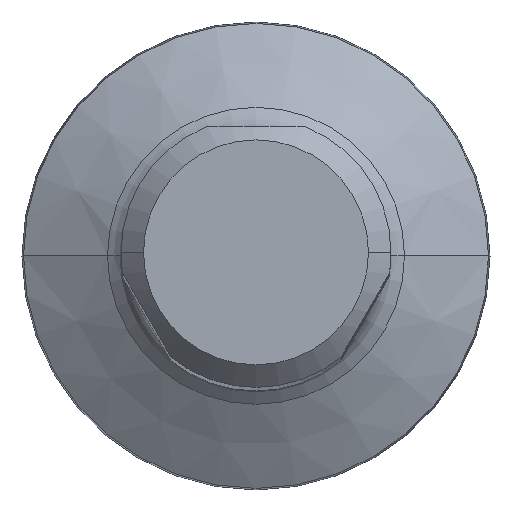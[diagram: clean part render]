
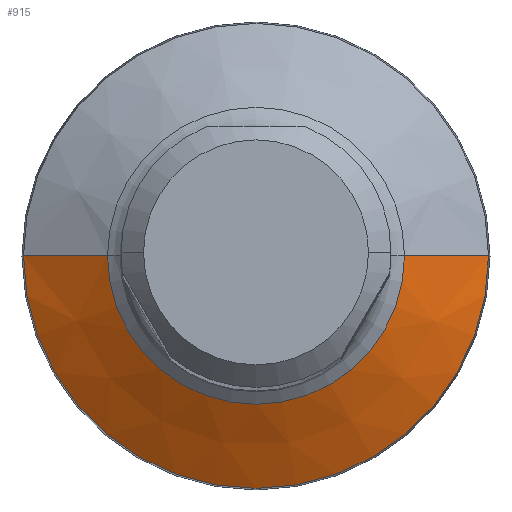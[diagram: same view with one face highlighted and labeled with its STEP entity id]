
A CAD part, top view. The second image highlights one B-rep face of the part: STEP entity #915.
In plain terms, the highlighted conical face has half-angle 60 degrees and reference radius 4.233 mm.
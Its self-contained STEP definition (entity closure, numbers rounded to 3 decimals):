
#443=CARTESIAN_POINT('',(0.,0.,-3.303));
#444=DIRECTION('',(0.,0.,1.));
#445=DIRECTION('',(-1.,0.,0.));
#446=AXIS2_PLACEMENT_3D('',#443,#444,#445);
#451=CARTESIAN_POINT('',(0.,0.,-4.381));
#452=DIRECTION('',(0.,0.,-1.));
#453=DIRECTION('',(1.,0.,0.));
#454=AXIS2_PLACEMENT_3D('',#451,#452,#453);
#459=DIRECTION('',(0.866,0.,0.5));
#460=VECTOR('',#459,2.156);
#461=CARTESIAN_POINT('',(-5.167,0.,-4.381));
#462=LINE('',#461,#460);
#466=DIRECTION('',(-0.866,0.,0.5));
#467=VECTOR('',#466,2.156);
#468=CARTESIAN_POINT('',(5.167,0.,-4.381));
#469=LINE('',#468,#467);
#575=CARTESIAN_POINT('',(-3.3,0.,-3.303));
#577=VERTEX_POINT('',#575);
#585=CARTESIAN_POINT('',(3.3,0.,-3.303));
#587=VERTEX_POINT('',#585);
#603=CARTESIAN_POINT('',(-5.167,0.,-4.381));
#604=CARTESIAN_POINT('',(5.167,0.,-4.381));
#605=VERTEX_POINT('',#603);
#606=VERTEX_POINT('',#604);
#901=CARTESIAN_POINT('',(0.,0.,-3.842));
#902=DIRECTION('',(0.,0.,-1.));
#903=DIRECTION('',(1.,0.,0.));
#904=AXIS2_PLACEMENT_3D('',#901,#902,#903);
#905=CONICAL_SURFACE('',#904,4.233,60.);
#907=ORIENTED_EDGE('',*,*,#906,.T.);
#909=ORIENTED_EDGE('',*,*,#908,.T.);
#910=ORIENTED_EDGE('',*,*,#896,.T.);
#912=ORIENTED_EDGE('',*,*,#911,.F.);
#913=EDGE_LOOP('',(#907,#909,#910,#912));
#914=FACE_OUTER_BOUND('',#913,.F.);
#447=CIRCLE('',#446,3.3);
#455=CIRCLE('',#454,5.167);
#896=EDGE_CURVE('',#577,#587,#447,.T.);
#906=EDGE_CURVE('',#606,#605,#455,.T.);
#908=EDGE_CURVE('',#605,#577,#462,.T.);
#911=EDGE_CURVE('',#606,#587,#469,.T.);
#915=ADVANCED_FACE('',(#914),#905,.T.);
